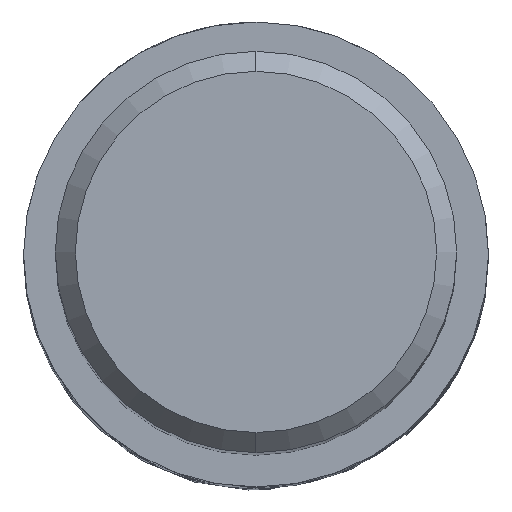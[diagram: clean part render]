
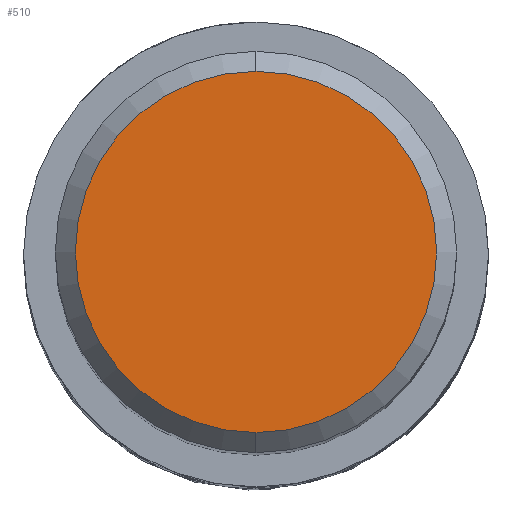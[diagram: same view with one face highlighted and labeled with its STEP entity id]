
A CAD part, top view. The second image highlights one B-rep face of the part: STEP entity #510.
In plain terms, the highlighted planar face has unit normal (0, 0, 1).
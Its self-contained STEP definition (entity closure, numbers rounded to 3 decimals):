
#490=EDGE_CURVE('',#794,#504,#1039,.T.);
#504=VERTEX_POINT('',#1053);
#510=ADVANCED_FACE('',(#1060),#1061,.T.);
#664=EDGE_CURVE('',#504,#794,#1227,.T.);
#794=VERTEX_POINT('',#1375);
#1039=CIRCLE('',#2564,5.4);
#1053=CARTESIAN_POINT('',(0.0,5.4,0.0));
#1060=FACE_OUTER_BOUND('',#2629,.T.);
#1061=PLANE('',#2630);
#1227=CIRCLE('',#4125,5.4);
#1375=CARTESIAN_POINT('',(0.,-5.4,0.0));
#2564=AXIS2_PLACEMENT_3D('',#5252,#5253,#5254);
#2629=EDGE_LOOP('',(#5270,#5271));
#2630=AXIS2_PLACEMENT_3D('',#5272,#5273,#5274);
#4125=AXIS2_PLACEMENT_3D('',#5429,#5430,#5431);
#5252=CARTESIAN_POINT('',(0.0,0.0,0.0));
#5253=DIRECTION('',(0.0,0.0,-1.0));
#5254=DIRECTION('',(0.0,1.0,0.0));
#5270=ORIENTED_EDGE('',*,*,#664,.F.);
#5271=ORIENTED_EDGE('',*,*,#490,.F.);
#5272=CARTESIAN_POINT('',(0.0,2.7,0.0));
#5273=DIRECTION('',(-0.0,0.0,1.0));
#5274=DIRECTION('',(0.0,-1.0,0.0));
#5429=CARTESIAN_POINT('',(0.0,0.0,0.0));
#5430=DIRECTION('',(0.0,0.0,-1.0));
#5431=DIRECTION('',(0.0,1.0,0.0));
